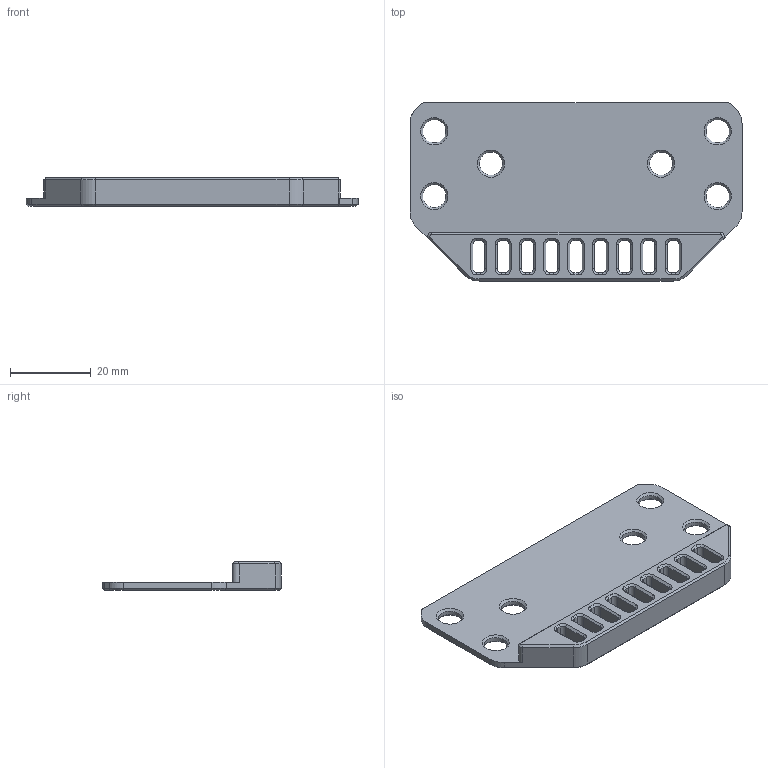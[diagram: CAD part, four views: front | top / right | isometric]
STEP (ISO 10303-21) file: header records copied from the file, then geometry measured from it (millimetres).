
FILE_DESCRIPTION(/* description */ (''),/* implementation_level */ '2;1');
FILE_NAME(/* name */ 'Cable Zip Tie Plate.step',/* time_stamp */ '2024-04-15T14:45:01-07:00',/* author */ (''),/* organization */ (''),/* preprocessor_version */ 'ST-DEVELOPER v20',/* originating_system */ 'Autodesk Translation Framework v12.20.1.177',/* authorisation */ '');
FILE_SCHEMA (('AUTOMOTIVE_DESIGN { 1 0 10303 214 3 1 1 }'));
Length unit declared in the file: millimetre
Products named in the file (1): Cable Zip Tie Plate
Bounding box: 82 x 43.99 x 7 mm (x, y, z)
Volume: 8673 mm3; surface area: 8478.9 mm2
Topology: 1 solids, 1 shells, 283 faces, 661 edges, 380 vertices
Faces by surface type: plane 134, cone 97, cylinder 52
Full cylindrical faces by diameter (mm): 5.7 x6
Entity records: 7959 total; most frequent: DIRECTION 1426, CARTESIAN_POINT 1338, ORIENTED_EDGE 1322, EDGE_CURVE 661, AXIS2_PLACEMENT_3D 484, LINE 458, VECTOR 458, VERTEX_POINT 380
